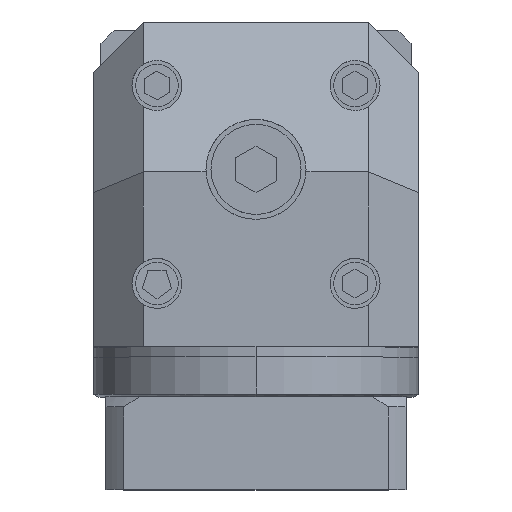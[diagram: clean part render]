
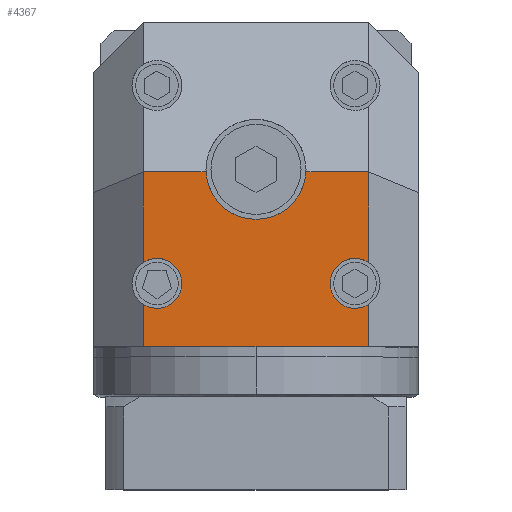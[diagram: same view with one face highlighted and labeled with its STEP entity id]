
A CAD part, top view. The second image highlights one B-rep face of the part: STEP entity #4367.
In plain terms, the highlighted planar face has unit normal (0, 0, 1).
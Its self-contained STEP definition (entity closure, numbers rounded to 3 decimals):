
#37 = DIRECTION ( 'NONE',  ( -1., 0., 0. ) ) ;
#343 = LINE ( 'NONE', #8959, #2724 ) ;
#393 = EDGE_CURVE ( 'NONE', #6996, #1748, #9768, .T. ) ;
#564 = ORIENTED_EDGE ( 'NONE', *, *, #5437, .T. ) ;
#740 = CARTESIAN_POINT ( 'NONE',  ( 22.5, -15.591, 65. ) ) ;
#786 = LINE ( 'NONE', #3370, #9916 ) ;
#837 = LINE ( 'NONE', #970, #7633 ) ;
#842 = CARTESIAN_POINT ( 'NONE',  ( -22.5, 0., 65. ) ) ;
#880 = DIRECTION ( 'NONE',  ( 0., -1., 0. ) ) ;
#970 = CARTESIAN_POINT ( 'NONE',  ( 22.5, 0., 65. ) ) ;
#1107 = EDGE_CURVE ( 'NONE', #2683, #4169, #3564, .T. ) ;
#1131 = LINE ( 'NONE', #1908, #5567 ) ;
#1513 = LINE ( 'NONE', #8151, #3606 ) ;
#1533 = VERTEX_POINT ( 'NONE', #8786 ) ;
#1748 = VERTEX_POINT ( 'NONE', #6482 ) ;
#1842 = ORIENTED_EDGE ( 'NONE', *, *, #9893, .F. ) ;
#1895 = DIRECTION ( 'NONE',  ( 1., 0., 0. ) ) ;
#1908 = CARTESIAN_POINT ( 'NONE',  ( -22.5, 0., 65. ) ) ;
#2213 = EDGE_CURVE ( 'NONE', #4169, #8307, #10027, .T. ) ;
#2354 = VECTOR ( 'NONE', #1895, 1000. ) ;
#2557 = CARTESIAN_POINT ( 'NONE',  ( 19.799, -19.799, 65. ) ) ;
#2681 = ORIENTED_EDGE ( 'NONE', *, *, #5513, .T. ) ;
#2683 = VERTEX_POINT ( 'NONE', #740 ) ;
#2699 = CARTESIAN_POINT ( 'NONE',  ( -19.799, -19.799, 65. ) ) ;
#2703 = CARTESIAN_POINT ( 'NONE',  ( 19.799, -19.799, 65. ) ) ;
#2724 = VECTOR ( 'NONE', #7159, 1000. ) ;
#3274 = EDGE_CURVE ( 'NONE', #6689, #1533, #11052, .T. ) ;
#3277 = CARTESIAN_POINT ( 'NONE',  ( 0., -32.5, 65. ) ) ;
#3360 = EDGE_CURVE ( 'NONE', #7723, #7372, #1131, .T. ) ;
#3370 = CARTESIAN_POINT ( 'NONE',  ( 0., 2.5, 65. ) ) ;
#3461 = DIRECTION ( 'NONE',  ( 1., 0., 0. ) ) ;
#3525 = ORIENTED_EDGE ( 'NONE', *, *, #6875, .T. ) ;
#3564 = CIRCLE ( 'NONE', #7988, 5. ) ;
#3605 = DIRECTION ( 'NONE',  ( -1., 0., 0. ) ) ;
#3606 = VECTOR ( 'NONE', #9042, 1000. ) ;
#3610 = DIRECTION ( 'NONE',  ( 1., 0., 0. ) ) ;
#3810 = ORIENTED_EDGE ( 'NONE', *, *, #3274, .T. ) ;
#4159 = VERTEX_POINT ( 'NONE', #3277 ) ;
#4169 = VERTEX_POINT ( 'NONE', #5891 ) ;
#4327 = CIRCLE ( 'NONE', #5438, 5. ) ;
#4367 = ADVANCED_FACE ( 'NONE', ( #11288 ), #5359, .F. ) ;
#4370 = CARTESIAN_POINT ( 'NONE',  ( -19.799, -19.799, 65. ) ) ;
#4385 = CARTESIAN_POINT ( 'NONE',  ( 22.5, -24.007, 65. ) ) ;
#4495 = CARTESIAN_POINT ( 'NONE',  ( 0., 0., 65. ) ) ;
#4550 = AXIS2_PLACEMENT_3D ( 'NONE', #2557, #8719, #3461 ) ;
#4562 = DIRECTION ( 'NONE',  ( 0., -1., 0. ) ) ;
#4697 = CIRCLE ( 'NONE', #8700, 5. ) ;
#5055 = DIRECTION ( 'NONE',  ( -1., 0., 0. ) ) ;
#5190 = ORIENTED_EDGE ( 'NONE', *, *, #7797, .T. ) ;
#5231 = DIRECTION ( 'NONE',  ( -1., 0., 0. ) ) ;
#5359 = PLANE ( 'NONE',  #7426 ) ;
#5437 = EDGE_CURVE ( 'NONE', #4159, #10779, #8828, .T. ) ;
#5438 = AXIS2_PLACEMENT_3D ( 'NONE', #2699, #8868, #3605 ) ;
#5513 = EDGE_CURVE ( 'NONE', #8600, #1748, #1513, .T. ) ;
#5567 = VECTOR ( 'NONE', #4562, 1000. ) ;
#5568 = ORIENTED_EDGE ( 'NONE', *, *, #2213, .F. ) ;
#5891 = CARTESIAN_POINT ( 'NONE',  ( 14.799, -19.799, 65. ) ) ;
#6045 = EDGE_LOOP ( 'NONE', ( #2681, #10134, #6623, #3810, #1842, #8821, #10728, #3525, #564, #7185, #5568, #9165, #5190 ) ) ;
#6102 = CARTESIAN_POINT ( 'NONE',  ( 22.5, 0., 65. ) ) ;
#6379 = VECTOR ( 'NONE', #880, 1000. ) ;
#6482 = CARTESIAN_POINT ( 'NONE',  ( 9.987, 2.5, 65. ) ) ;
#6536 = CARTESIAN_POINT ( 'NONE',  ( 22.5, -32.5, 65. ) ) ;
#6623 = ORIENTED_EDGE ( 'NONE', *, *, #9809, .T. ) ;
#6689 = VERTEX_POINT ( 'NONE', #9509 ) ;
#6875 = EDGE_CURVE ( 'NONE', #7372, #4159, #343, .T. ) ;
#6994 = DIRECTION ( 'NONE',  ( 0., 1., 0. ) ) ;
#6996 = VERTEX_POINT ( 'NONE', #10030 ) ;
#7072 = DIRECTION ( 'NONE',  ( 0., 0., -1. ) ) ;
#7155 = DIRECTION ( 'NONE',  ( 0., 1., 0. ) ) ;
#7159 = DIRECTION ( 'NONE',  ( 1., 0., 0. ) ) ;
#7167 = CARTESIAN_POINT ( 'NONE',  ( -32.5, -32.5, 65. ) ) ;
#7185 = ORIENTED_EDGE ( 'NONE', *, *, #8310, .T. ) ;
#7372 = VERTEX_POINT ( 'NONE', #10001 ) ;
#7426 = AXIS2_PLACEMENT_3D ( 'NONE', #4495, #7072, #37 ) ;
#7633 = VECTOR ( 'NONE', #7155, 1000. ) ;
#7677 = DIRECTION ( 'NONE',  ( 1., 0., 0. ) ) ;
#7723 = VERTEX_POINT ( 'NONE', #11359 ) ;
#7797 = EDGE_CURVE ( 'NONE', #2683, #8600, #837, .T. ) ;
#7988 = AXIS2_PLACEMENT_3D ( 'NONE', #2703, #8870, #3610 ) ;
#8151 = CARTESIAN_POINT ( 'NONE',  ( 0., 2.5, 65. ) ) ;
#8307 = VERTEX_POINT ( 'NONE', #4385 ) ;
#8310 = EDGE_CURVE ( 'NONE', #10779, #8307, #10242, .T. ) ;
#8324 = AXIS2_PLACEMENT_3D ( 'NONE', #8492, #8456, #7677 ) ;
#8385 = CARTESIAN_POINT ( 'NONE',  ( 22.5, 2.5, 65. ) ) ;
#8456 = DIRECTION ( 'NONE',  ( 0., 0., 1. ) ) ;
#8492 = CARTESIAN_POINT ( 'NONE',  ( 0., 3., 65. ) ) ;
#8600 = VERTEX_POINT ( 'NONE', #8385 ) ;
#8700 = AXIS2_PLACEMENT_3D ( 'NONE', #4370, #10493, #5231 ) ;
#8719 = DIRECTION ( 'NONE',  ( 0., 0., 1. ) ) ;
#8786 = CARTESIAN_POINT ( 'NONE',  ( -22.5, -15.591, 65. ) ) ;
#8821 = ORIENTED_EDGE ( 'NONE', *, *, #8917, .F. ) ;
#8828 = LINE ( 'NONE', #7167, #2354 ) ;
#8857 = VECTOR ( 'NONE', #6994, 1000. ) ;
#8868 = DIRECTION ( 'NONE',  ( 0., 0., 1. ) ) ;
#8870 = DIRECTION ( 'NONE',  ( 0., 0., 1. ) ) ;
#8917 = EDGE_CURVE ( 'NONE', #7723, #10649, #4327, .T. ) ;
#8952 = CARTESIAN_POINT ( 'NONE',  ( -14.799, -19.799, 65. ) ) ;
#8959 = CARTESIAN_POINT ( 'NONE',  ( -32.5, -32.5, 65. ) ) ;
#9042 = DIRECTION ( 'NONE',  ( -1., 0., 0. ) ) ;
#9165 = ORIENTED_EDGE ( 'NONE', *, *, #1107, .F. ) ;
#9509 = CARTESIAN_POINT ( 'NONE',  ( -22.5, 2.5, 65. ) ) ;
#9768 = CIRCLE ( 'NONE', #8324, 10. ) ;
#9809 = EDGE_CURVE ( 'NONE', #6996, #6689, #786, .T. ) ;
#9893 = EDGE_CURVE ( 'NONE', #10649, #1533, #4697, .T. ) ;
#9916 = VECTOR ( 'NONE', #5055, 1000. ) ;
#10001 = CARTESIAN_POINT ( 'NONE',  ( -22.5, -32.5, 65. ) ) ;
#10027 = CIRCLE ( 'NONE', #4550, 5. ) ;
#10030 = CARTESIAN_POINT ( 'NONE',  ( -9.987, 2.5, 65. ) ) ;
#10134 = ORIENTED_EDGE ( 'NONE', *, *, #393, .F. ) ;
#10242 = LINE ( 'NONE', #6102, #8857 ) ;
#10493 = DIRECTION ( 'NONE',  ( 0., 0., 1. ) ) ;
#10649 = VERTEX_POINT ( 'NONE', #8952 ) ;
#10728 = ORIENTED_EDGE ( 'NONE', *, *, #3360, .T. ) ;
#10779 = VERTEX_POINT ( 'NONE', #6536 ) ;
#11052 = LINE ( 'NONE', #842, #6379 ) ;
#11288 = FACE_OUTER_BOUND ( 'NONE', #6045, .T. ) ;
#11359 = CARTESIAN_POINT ( 'NONE',  ( -22.5, -24.007, 65. ) ) ;
